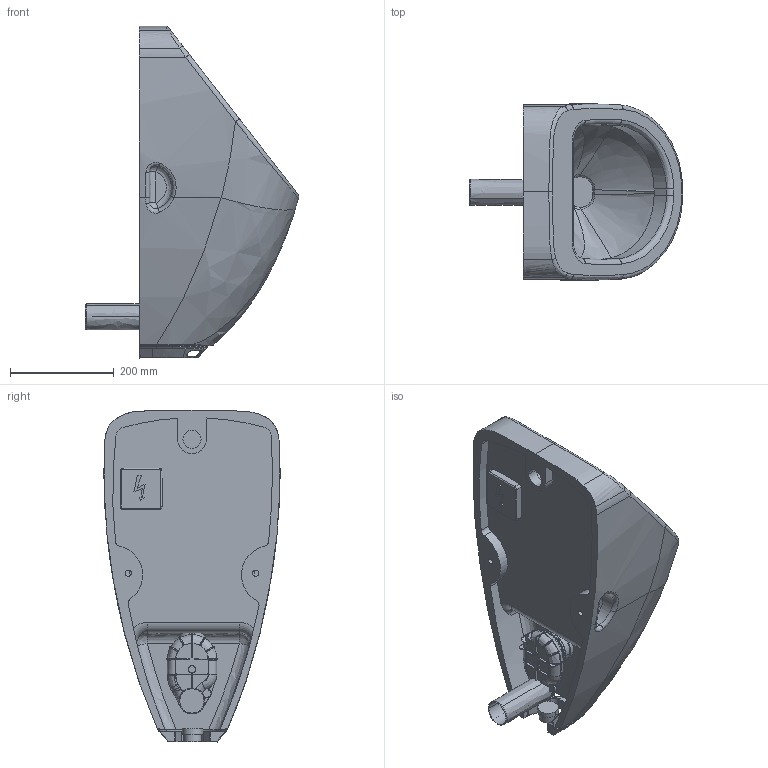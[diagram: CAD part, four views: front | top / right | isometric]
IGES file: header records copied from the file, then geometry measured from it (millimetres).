
Global section: file name: No Iges File Name specified; native system: Autodesk Inventor 2011; preprocessor: AutoDesk Inventor Iges Exporter R2011; author: Administrator; date: 20130619.152519; units: millimetre
Bounding box: 410.32 x 339.01 x 638.97 mm (x, y, z)
Volume: 18381123 mm3; surface area: 1059347.5 mm2
Topology: 6 solids, 7 shells, 1611 faces, 4424 edges, 2779 vertices
Faces by surface type: plane 731, bspline 559, revolution 129, cylinder 109, torus 47, sphere 28, cone 8
